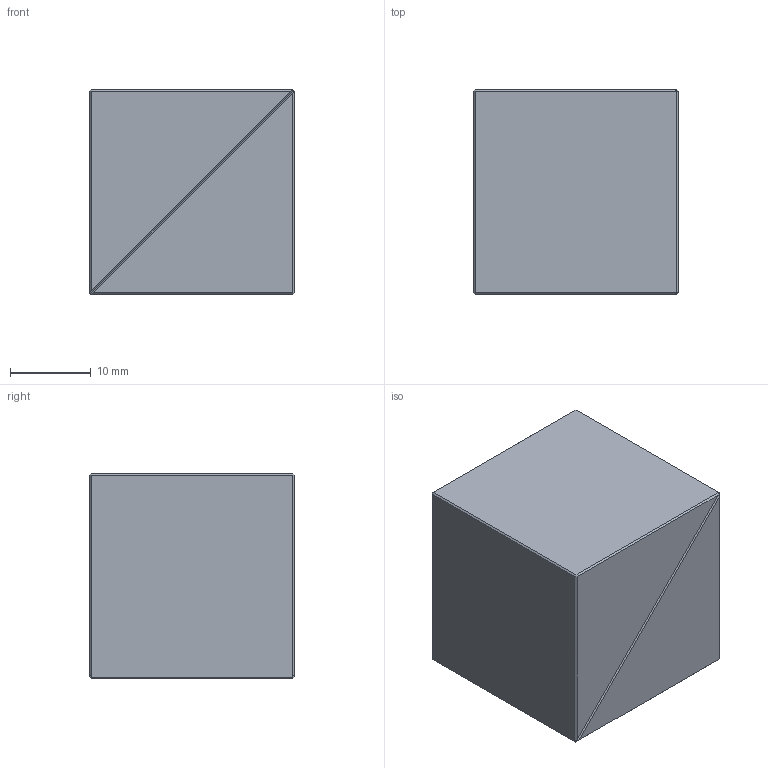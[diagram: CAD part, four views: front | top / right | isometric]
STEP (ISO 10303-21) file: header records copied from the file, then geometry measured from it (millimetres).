
FILE_DESCRIPTION (( 'STEP AP203' ), '1' );
FILE_NAME ('3618-E0W.STEP', '2013-09-26T01:32:14', ( '' ), ( '' ), 'SwSTEP 2.0', 'SolidWorks 2012', '' );
FILE_SCHEMA (( 'CONFIG_CONTROL_DESIGN' ));
Length unit declared in the file: millimetre
Products named in the file (1): 3618-E0W
Bounding box: 25.4 x 25.4 x 25.4 mm (x, y, z)
Surface area: 3849.6 mm2 (no closed solid volume)
Topology: 0 solids, 1 shells, 37 faces, 67 edges, 32 vertices
Faces by surface type: plane 37
Entity records: 914 total; most frequent: DIRECTION 143, CARTESIAN_POINT 137, ORIENTED_EDGE 134, LINE 67, VECTOR 67, EDGE_CURVE 67, AXIS2_PLACEMENT_3D 38, FACE_OUTER_BOUND 37
